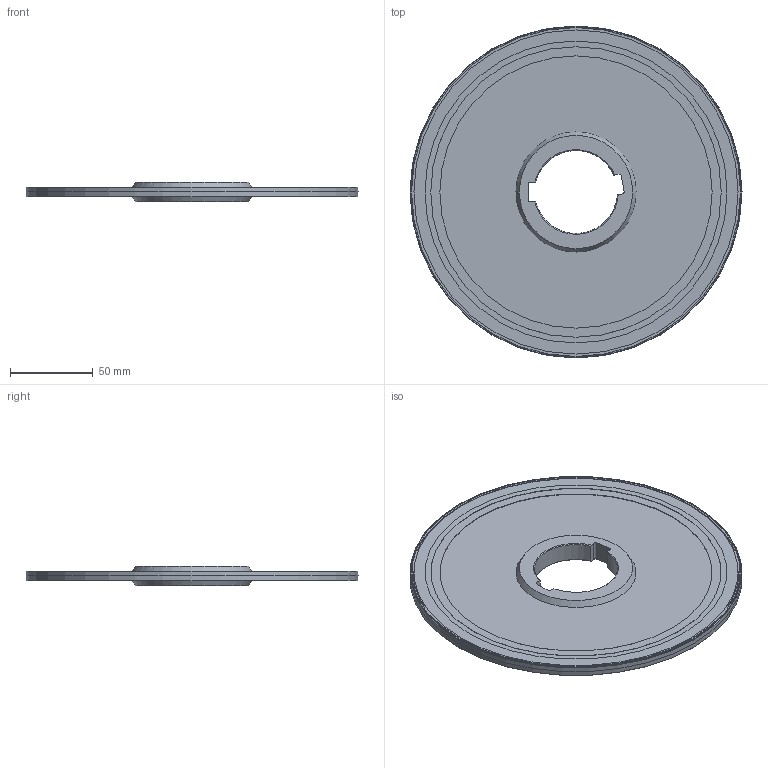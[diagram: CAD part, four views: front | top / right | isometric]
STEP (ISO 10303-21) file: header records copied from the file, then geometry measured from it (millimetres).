
FILE_DESCRIPTION(/* description */ (''),/* implementation_level */ '2;1');
FILE_NAME(/* name */ '200J18N_S90SN12N6_SIM.stp',/* time_stamp */ '2020-01-16T09:05:43+01:00',/* author */ (''),/* organization */ (''),/* preprocessor_version */ 'ST-DEVELOPER v16.7',/* originating_system */ 'SIEMENS PLM Software NX 12.0',/* authorisation */ '');
FILE_SCHEMA (('AUTOMOTIVE_DESIGN { 1 0 10303 214 3 1 1 1 }'));
Length unit declared in the file: millimetre
Products named in the file (1): pp07315C6D606to4
Bounding box: 200 x 200 x 12 mm (x, y, z)
Volume: 197607.5 mm3; surface area: 84604.2 mm2
Topology: 2 solids, 2 shells, 55 faces, 119 edges, 70 vertices
Faces by surface type: revolution 20, cone 14, plane 12, cylinder 9
Full cylindrical faces by diameter (mm): 164 x2, 196.6 x1
Entity records: 1493 total; most frequent: CARTESIAN_POINT 356, DIRECTION 224, ORIENTED_EDGE 172, EDGE_LOOP 94, AXIS2_PLACEMENT_3D 90, EDGE_CURVE 86, FACE_BOUND 78, VERTEX_POINT 70
